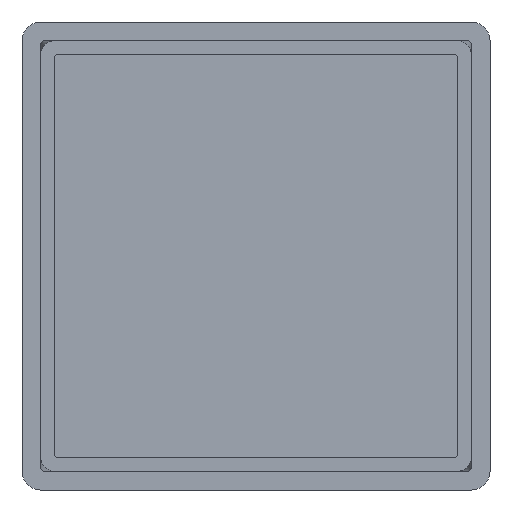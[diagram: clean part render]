
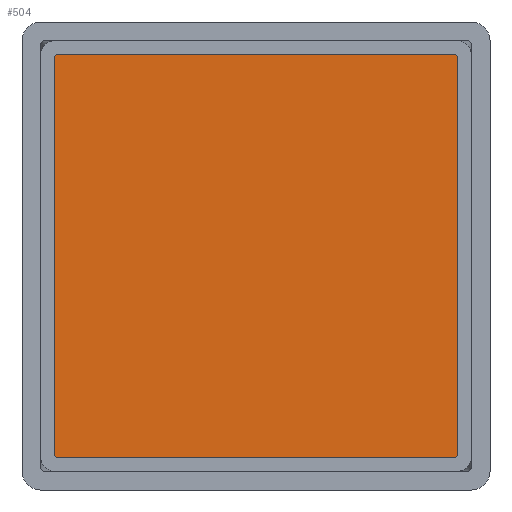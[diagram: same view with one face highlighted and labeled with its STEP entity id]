
A CAD part, front view. The second image highlights one B-rep face of the part: STEP entity #504.
In plain terms, the highlighted planar face has unit normal (0, -1, 0).
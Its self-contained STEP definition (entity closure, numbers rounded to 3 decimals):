
#16 = LINE ( 'NONE', #1003, #709 ) ;
#33 = ORIENTED_EDGE ( 'NONE', *, *, #355, .T. ) ;
#52 = VERTEX_POINT ( 'NONE', #859 ) ;
#65 = CIRCLE ( 'NONE', #793, 0.25 ) ;
#72 = EDGE_CURVE ( 'NONE', #137, #403, #814, .T. ) ;
#73 = CARTESIAN_POINT ( 'NONE',  ( -21.25, 20., 21.5 ) ) ;
#105 = DIRECTION ( 'NONE',  ( 0., 0., 1. ) ) ;
#107 = CARTESIAN_POINT ( 'NONE',  ( 21.25, 20., -21.5 ) ) ;
#116 = EDGE_CURVE ( 'NONE', #968, #403, #384, .T. ) ;
#117 = CARTESIAN_POINT ( 'NONE',  ( -21.25, 20., 21.25 ) ) ;
#131 = CIRCLE ( 'NONE', #832, 0.25 ) ;
#137 = VERTEX_POINT ( 'NONE', #1042 ) ;
#138 = CARTESIAN_POINT ( 'NONE',  ( -21.5, 20., -21.5 ) ) ;
#201 = VERTEX_POINT ( 'NONE', #823 ) ;
#205 = AXIS2_PLACEMENT_3D ( 'NONE', #117, #497, #692 ) ;
#211 = FACE_OUTER_BOUND ( 'NONE', #969, .T. ) ;
#214 = DIRECTION ( 'NONE',  ( 0., -1., 0. ) ) ;
#216 = CARTESIAN_POINT ( 'NONE',  ( 21.25, 20., 21.5 ) ) ;
#273 = DIRECTION ( 'NONE',  ( 0., 1., 0. ) ) ;
#276 = DIRECTION ( 'NONE',  ( 0., 0., 1. ) ) ;
#287 = DIRECTION ( 'NONE',  ( 0., -1., 0. ) ) ;
#331 = CARTESIAN_POINT ( 'NONE',  ( 21.25, 20., -21.25 ) ) ;
#355 = EDGE_CURVE ( 'NONE', #968, #52, #912, .T. ) ;
#373 = DIRECTION ( 'NONE',  ( 1., 0., 0. ) ) ;
#384 = LINE ( 'NONE', #958, #962 ) ;
#403 = VERTEX_POINT ( 'NONE', #216 ) ;
#418 = ORIENTED_EDGE ( 'NONE', *, *, #837, .T. ) ;
#420 = DIRECTION ( 'NONE',  ( 0., 0., -1. ) ) ;
#480 = CARTESIAN_POINT ( 'NONE',  ( -21.5, 20., -21.5 ) ) ;
#497 = DIRECTION ( 'NONE',  ( 0., -1., 0. ) ) ;
#504 = ADVANCED_FACE ( 'NONE', ( #211 ), #769, .F. ) ;
#517 = AXIS2_PLACEMENT_3D ( 'NONE', #667, #287, #565 ) ;
#565 = DIRECTION ( 'NONE',  ( 0., 0., 1. ) ) ;
#587 = DIRECTION ( 'NONE',  ( -1., 0., 0. ) ) ;
#597 = VERTEX_POINT ( 'NONE', #877 ) ;
#607 = CARTESIAN_POINT ( 'NONE',  ( 21.5, 20., -21.25 ) ) ;
#613 = ORIENTED_EDGE ( 'NONE', *, *, #651, .T. ) ;
#651 = EDGE_CURVE ( 'NONE', #201, #597, #65, .T. ) ;
#667 = CARTESIAN_POINT ( 'NONE',  ( 21.25, 20., 21.25 ) ) ;
#672 = ORIENTED_EDGE ( 'NONE', *, *, #1088, .F. ) ;
#692 = DIRECTION ( 'NONE',  ( 0., 0., 1. ) ) ;
#699 = ORIENTED_EDGE ( 'NONE', *, *, #1076, .F. ) ;
#709 = VECTOR ( 'NONE', #420, 1000. ) ;
#712 = LINE ( 'NONE', #138, #1037 ) ;
#769 = PLANE ( 'NONE',  #1060 ) ;
#793 = AXIS2_PLACEMENT_3D ( 'NONE', #1098, #214, #1177 ) ;
#814 = CIRCLE ( 'NONE', #517, 0.25 ) ;
#823 = CARTESIAN_POINT ( 'NONE',  ( -21.5, 20., -21.25 ) ) ;
#832 = AXIS2_PLACEMENT_3D ( 'NONE', #331, #924, #1131 ) ;
#837 = EDGE_CURVE ( 'NONE', #1105, #1054, #131, .T. ) ;
#859 = CARTESIAN_POINT ( 'NONE',  ( -21.5, 20., 21.25 ) ) ;
#877 = CARTESIAN_POINT ( 'NONE',  ( -21.25, 20., -21.5 ) ) ;
#912 = CIRCLE ( 'NONE', #205, 0.25 ) ;
#913 = EDGE_CURVE ( 'NONE', #201, #52, #949, .T. ) ;
#924 = DIRECTION ( 'NONE',  ( 0., -1., 0. ) ) ;
#949 = LINE ( 'NONE', #480, #1107 ) ;
#958 = CARTESIAN_POINT ( 'NONE',  ( -21.5, 20., 21.5 ) ) ;
#962 = VECTOR ( 'NONE', #373, 1000. ) ;
#968 = VERTEX_POINT ( 'NONE', #73 ) ;
#969 = EDGE_LOOP ( 'NONE', ( #699, #1229, #1018, #33, #1006, #613, #672, #418 ) ) ;
#1003 = CARTESIAN_POINT ( 'NONE',  ( 21.5, 20., -21.5 ) ) ;
#1006 = ORIENTED_EDGE ( 'NONE', *, *, #913, .F. ) ;
#1018 = ORIENTED_EDGE ( 'NONE', *, *, #116, .F. ) ;
#1037 = VECTOR ( 'NONE', #587, 1000. ) ;
#1042 = CARTESIAN_POINT ( 'NONE',  ( 21.5, 20., 21.25 ) ) ;
#1054 = VERTEX_POINT ( 'NONE', #607 ) ;
#1060 = AXIS2_PLACEMENT_3D ( 'NONE', #1152, #273, #105 ) ;
#1076 = EDGE_CURVE ( 'NONE', #137, #1054, #16, .T. ) ;
#1088 = EDGE_CURVE ( 'NONE', #1105, #597, #712, .T. ) ;
#1098 = CARTESIAN_POINT ( 'NONE',  ( -21.25, 20., -21.25 ) ) ;
#1105 = VERTEX_POINT ( 'NONE', #107 ) ;
#1107 = VECTOR ( 'NONE', #276, 1000. ) ;
#1131 = DIRECTION ( 'NONE',  ( 0., 0., 1. ) ) ;
#1152 = CARTESIAN_POINT ( 'NONE',  ( 0., 20., 0. ) ) ;
#1177 = DIRECTION ( 'NONE',  ( 0., 0., 1. ) ) ;
#1229 = ORIENTED_EDGE ( 'NONE', *, *, #72, .T. ) ;
